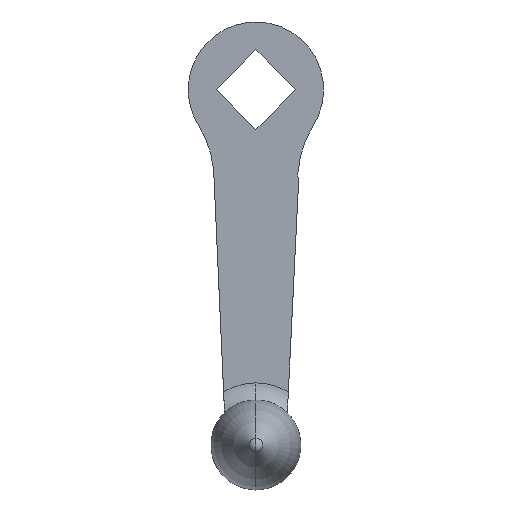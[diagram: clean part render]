
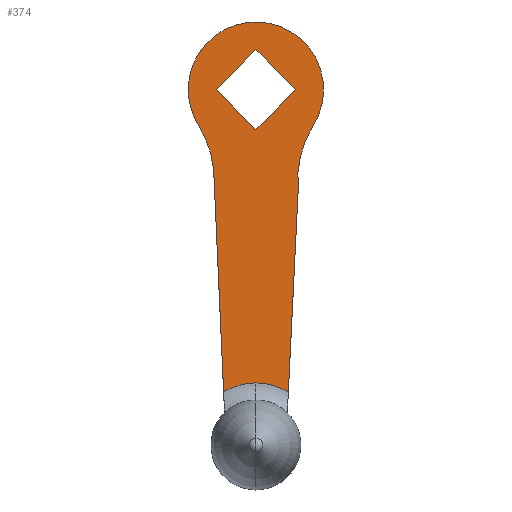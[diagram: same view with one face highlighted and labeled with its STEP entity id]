
A CAD part, front view. The second image highlights one B-rep face of the part: STEP entity #374.
In plain terms, the highlighted planar face has unit normal (0, -1, 0).
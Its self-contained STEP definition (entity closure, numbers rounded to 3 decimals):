
#190=VERTEX_POINT('',#527);
#204=EDGE_CURVE('',#322,#496,#544,.T.);
#232=EDGE_CURVE('',#470,#396,#578,.T.);
#236=EDGE_CURVE('',#258,#436,#583,.T.);
#246=VERTEX_POINT('',#594);
#258=VERTEX_POINT('',#608);
#276=EDGE_CURVE('',#436,#336,#627,.T.);
#284=EDGE_CURVE('',#408,#496,#637,.T.);
#296=EDGE_CURVE('',#336,#190,#650,.T.);
#310=EDGE_CURVE('',#190,#258,#666,.T.);
#322=VERTEX_POINT('',#678);
#336=VERTEX_POINT('',#694);
#348=EDGE_CURVE('',#396,#246,#708,.T.);
#364=EDGE_CURVE('',#464,#408,#726,.T.);
#368=EDGE_CURVE('',#246,#430,#730,.T.);
#374=ADVANCED_FACE('',(#736,#737),#738,.F.);
#396=VERTEX_POINT('',#764);
#408=VERTEX_POINT('',#778);
#430=VERTEX_POINT('',#801);
#436=VERTEX_POINT('',#807);
#464=VERTEX_POINT('',#836);
#468=EDGE_CURVE('',#430,#464,#840,.T.);
#470=VERTEX_POINT('',#842);
#476=EDGE_CURVE('',#470,#322,#848,.T.);
#496=VERTEX_POINT('',#870);
#527=CARTESIAN_POINT('',(0.,-20.0,-7.071));
#544=CIRCLE('',#914,11.0);
#578=LINE('',#957,#958);
#583=LINE('',#964,#965);
#594=CARTESIAN_POINT('',(-10.165,-20.0,-6.378));
#608=CARTESIAN_POINT('',(7.071,-20.0,0.));
#627=LINE('',#1019,#1020);
#637=LINE('',#1033,#1034);
#650=LINE('',#1052,#1053);
#666=LINE('',#1075,#1076);
#678=CARTESIAN_POINT('',(0.,-20.0,-52.));
#694=CARTESIAN_POINT('',(-7.071,-20.0,0.));
#708=CIRCLE('',#1130,18.);
#726=CIRCLE('',#1152,18.);
#730=CIRCLE('',#1159,12.);
#736=FACE_OUTER_BOUND('',#1166,.T.);
#737=FACE_BOUND('',#1167,.T.);
#738=PLANE('',#1168);
#764=CARTESIAN_POINT('',(-7.5,-20.0,-14.168));
#778=CARTESIAN_POINT('',(7.5,-20.0,-17.72));
#801=CARTESIAN_POINT('',(-10.165,-20.0,6.378));
#807=CARTESIAN_POINT('',(0.,-20.0,7.071));
#836=CARTESIAN_POINT('',(10.165,-20.0,-6.378));
#840=CIRCLE('',#1319,12.);
#842=CARTESIAN_POINT('',(-5.727,-20.0,-53.609));
#848=CIRCLE('',#1331,11.0);
#870=CARTESIAN_POINT('',(5.747,-20.0,-53.62));
#914=AXIS2_PLACEMENT_3D('',#1428,#1429,#1430);
#957=CARTESIAN_POINT('',(-6.575,-20.0,-34.757));
#958=VECTOR('',#1488,1.0);
#964=CARTESIAN_POINT('',(4.393,-20.0,2.678));
#965=VECTOR('',#1497,1.0);
#1019=CARTESIAN_POINT('',(-7.928,-20.0,-0.857));
#1020=VECTOR('',#1555,1.0);
#1033=CARTESIAN_POINT('',(7.667,-20.0,-14.302));
#1034=VECTOR('',#1565,1.0);
#1052=CARTESIAN_POINT('',(0.857,-20.0,-7.928));
#1053=VECTOR('',#1576,1.0);
#1075=CARTESIAN_POINT('',(2.678,-20.0,-4.393));
#1076=VECTOR('',#1601,1.0);
#1130=AXIS2_PLACEMENT_3D('',#1642,#1643,#1644);
#1152=AXIS2_PLACEMENT_3D('',#1665,#1666,#1667);
#1159=AXIS2_PLACEMENT_3D('',#1669,#1670,#1671);
#1166=EDGE_LOOP('',(#1676,#1677,#1678,#1679,#1680,#1681,#1682,#1683));
#1167=EDGE_LOOP('',(#1684,#1685,#1686,#1687));
#1168=AXIS2_PLACEMENT_3D('',#1688,#1689,#1690);
#1319=AXIS2_PLACEMENT_3D('',#1798,#1799,#1800);
#1331=AXIS2_PLACEMENT_3D('',#1805,#1806,#1807);
#1428=CARTESIAN_POINT('',(0.0,-20.0,-63.));
#1429=DIRECTION('',(-0.0,1.0,0.0));
#1430=DIRECTION('',(0.,0.0,1.0));
#1488=DIRECTION('',(-0.045,0.0,0.999));
#1497=DIRECTION('',(-0.707,0.0,0.707));
#1555=DIRECTION('',(-0.707,0.0,-0.707));
#1565=DIRECTION('',(-0.049,0.0,-0.999));
#1576=DIRECTION('',(0.707,0.0,-0.707));
#1601=DIRECTION('',(0.707,0.0,0.707));
#1642=CARTESIAN_POINT('',(-25.412,-20.0,-15.944));
#1643=DIRECTION('',(0.0,-1.0,0.0));
#1644=DIRECTION('',(0.847,0.0,0.531));
#1665=CARTESIAN_POINT('',(25.412,-20.0,-15.944));
#1666=DIRECTION('',(0.0,-1.0,-0.0));
#1667=DIRECTION('',(-0.995,0.0,-0.099));
#1669=CARTESIAN_POINT('',(0.,-20.0,0.));
#1670=DIRECTION('',(0.0,1.0,0.0));
#1671=DIRECTION('',(0.847,0.0,-0.531));
#1676=ORIENTED_EDGE('',*,*,#232,.F.);
#1677=ORIENTED_EDGE('',*,*,#476,.T.);
#1678=ORIENTED_EDGE('',*,*,#204,.T.);
#1679=ORIENTED_EDGE('',*,*,#284,.F.);
#1680=ORIENTED_EDGE('',*,*,#364,.F.);
#1681=ORIENTED_EDGE('',*,*,#468,.F.);
#1682=ORIENTED_EDGE('',*,*,#368,.F.);
#1683=ORIENTED_EDGE('',*,*,#348,.F.);
#1684=ORIENTED_EDGE('',*,*,#296,.F.);
#1685=ORIENTED_EDGE('',*,*,#276,.F.);
#1686=ORIENTED_EDGE('',*,*,#236,.F.);
#1687=ORIENTED_EDGE('',*,*,#310,.F.);
#1688=CARTESIAN_POINT('',(0.,-20.0,-10.5));
#1689=DIRECTION('',(-0.0,1.0,0.0));
#1690=DIRECTION('',(0.,0.0,1.0));
#1798=CARTESIAN_POINT('',(0.,-20.0,0.));
#1799=DIRECTION('',(0.0,1.0,0.0));
#1800=DIRECTION('',(0.847,0.0,-0.531));
#1805=CARTESIAN_POINT('',(0.0,-20.0,-63.));
#1806=DIRECTION('',(-0.0,1.0,0.0));
#1807=DIRECTION('',(0.,0.0,1.0));
